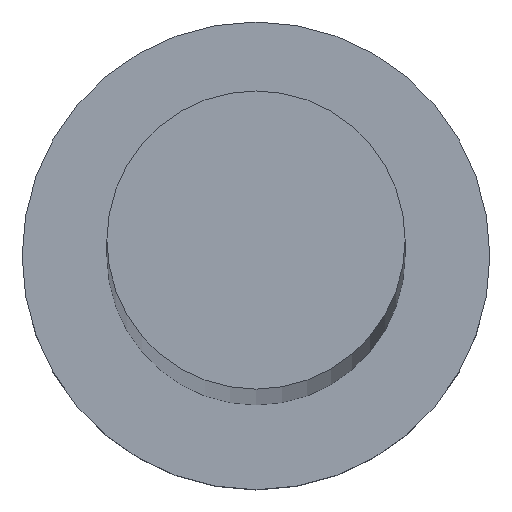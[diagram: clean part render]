
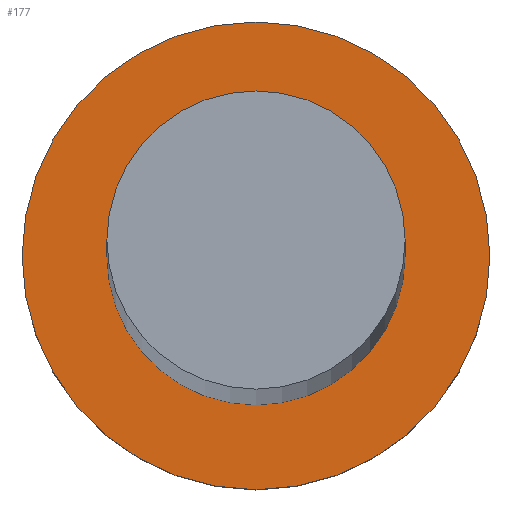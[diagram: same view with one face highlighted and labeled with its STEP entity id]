
A CAD part, top view. The second image highlights one B-rep face of the part: STEP entity #177.
In plain terms, the highlighted planar face has unit normal (0, 0, 1).
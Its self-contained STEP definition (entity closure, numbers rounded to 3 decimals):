
#5 = DIRECTION ( 'NONE',  ( 1., 0., 0. ) ) ;
#6 = ORIENTED_EDGE ( 'NONE', *, *, #140, .F. ) ;
#10 = DIRECTION ( 'NONE',  ( 1., 0., 0. ) ) ;
#11 = FACE_BOUND ( 'NONE', #75, .T. ) ;
#12 = DIRECTION ( 'NONE',  ( 0., 0., 1. ) ) ;
#22 = DIRECTION ( 'NONE',  ( 0., 0., 1. ) ) ;
#23 = CARTESIAN_POINT ( 'NONE',  ( 0., 0., 5. ) ) ;
#26 = CARTESIAN_POINT ( 'NONE',  ( -8., 0., 5. ) ) ;
#32 = VERTEX_POINT ( 'NONE', #102 ) ;
#33 = AXIS2_PLACEMENT_3D ( 'NONE', #23, #143, #5 ) ;
#38 = CIRCLE ( 'NONE', #33, 8. ) ;
#42 = CIRCLE ( 'NONE', #61, 5.1 ) ;
#49 = AXIS2_PLACEMENT_3D ( 'NONE', #172, #148, #71 ) ;
#55 = ORIENTED_EDGE ( 'NONE', *, *, #255, .T. ) ;
#61 = AXIS2_PLACEMENT_3D ( 'NONE', #249, #69, #108 ) ;
#63 = CIRCLE ( 'NONE', #204, 5.1 ) ;
#69 = DIRECTION ( 'NONE',  ( 0., 0., 1. ) ) ;
#71 = DIRECTION ( 'NONE',  ( 1., 0., 0. ) ) ;
#75 = EDGE_LOOP ( 'NONE', ( #6, #112 ) ) ;
#78 = VERTEX_POINT ( 'NONE', #244 ) ;
#95 = CIRCLE ( 'NONE', #49, 8. ) ;
#96 = EDGE_CURVE ( 'NONE', #32, #214, #38, .T. ) ;
#102 = CARTESIAN_POINT ( 'NONE',  ( 8., 0., 5. ) ) ;
#108 = DIRECTION ( 'NONE',  ( 1., 0., 0. ) ) ;
#112 = ORIENTED_EDGE ( 'NONE', *, *, #185, .F. ) ;
#120 = CARTESIAN_POINT ( 'NONE',  ( -5.1, 0., 5. ) ) ;
#126 = AXIS2_PLACEMENT_3D ( 'NONE', #228, #12, #10 ) ;
#130 = FACE_OUTER_BOUND ( 'NONE', #164, .T. ) ;
#136 = VERTEX_POINT ( 'NONE', #120 ) ;
#140 = EDGE_CURVE ( 'NONE', #136, #78, #63, .T. ) ;
#143 = DIRECTION ( 'NONE',  ( 0., 0., 1. ) ) ;
#148 = DIRECTION ( 'NONE',  ( 0., 0., 1. ) ) ;
#164 = EDGE_LOOP ( 'NONE', ( #55, #243 ) ) ;
#167 = PLANE ( 'NONE',  #126 ) ;
#172 = CARTESIAN_POINT ( 'NONE',  ( 0., 0., 5. ) ) ;
#177 = ADVANCED_FACE ( 'NONE', ( #11, #130 ), #167, .T. ) ;
#182 = DIRECTION ( 'NONE',  ( 1., 0., 0. ) ) ;
#185 = EDGE_CURVE ( 'NONE', #78, #136, #42, .T. ) ;
#200 = CARTESIAN_POINT ( 'NONE',  ( 0., 0., 5. ) ) ;
#204 = AXIS2_PLACEMENT_3D ( 'NONE', #200, #22, #182 ) ;
#214 = VERTEX_POINT ( 'NONE', #26 ) ;
#228 = CARTESIAN_POINT ( 'NONE',  ( 0., 0., 5. ) ) ;
#243 = ORIENTED_EDGE ( 'NONE', *, *, #96, .T. ) ;
#244 = CARTESIAN_POINT ( 'NONE',  ( 5.1, 0., 5. ) ) ;
#249 = CARTESIAN_POINT ( 'NONE',  ( 0., 0., 5. ) ) ;
#255 = EDGE_CURVE ( 'NONE', #214, #32, #95, .T. ) ;
